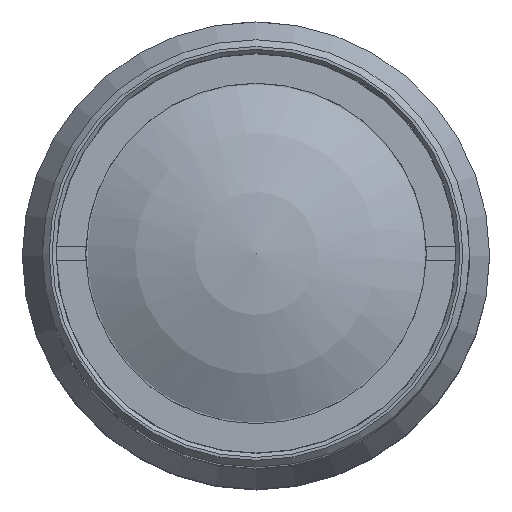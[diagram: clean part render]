
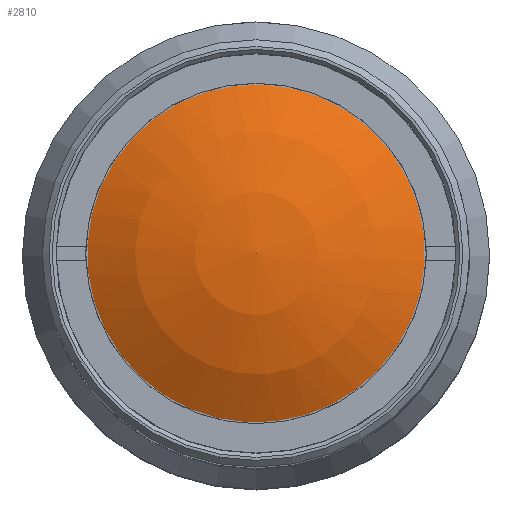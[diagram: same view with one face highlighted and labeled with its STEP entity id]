
A CAD part, top view. The second image highlights one B-rep face of the part: STEP entity #2810.
In plain terms, the highlighted spherical face has radius 26.49 mm.
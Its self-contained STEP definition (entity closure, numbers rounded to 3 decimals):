
#31=SPHERICAL_SURFACE('',#3159,26.49);
#860=FACE_OUTER_BOUND('',#1170,.T.);
#1170=EDGE_LOOP('',(#2387));
#1412=CIRCLE('',#3157,13.25);
#1624=VERTEX_POINT('',#4840);
#1900=EDGE_CURVE('',#1624,#1624,#1412,.T.);
#2387=ORIENTED_EDGE('',*,*,#1900,.T.);
#2810=ADVANCED_FACE('',(#860),#31,.T.);
#3157=AXIS2_PLACEMENT_3D('',#4841,#3850,#3851);
#3159=AXIS2_PLACEMENT_3D('',#4844,#3854,#3855);
#3850=DIRECTION('center_axis',(0.,0.,
1.));
#3851=DIRECTION('ref_axis',(-0.392,-0.92,0.));
#3854=DIRECTION('center_axis',(0.,0.,
-1.));
#3855=DIRECTION('ref_axis',(-0.392,-0.92,0.));
#4840=CARTESIAN_POINT('',(5.2,12.187,121.016));
#4841=CARTESIAN_POINT('Origin',(0.,0.,
121.016));
#4844=CARTESIAN_POINT('Origin',(0.,0.,
98.078));
